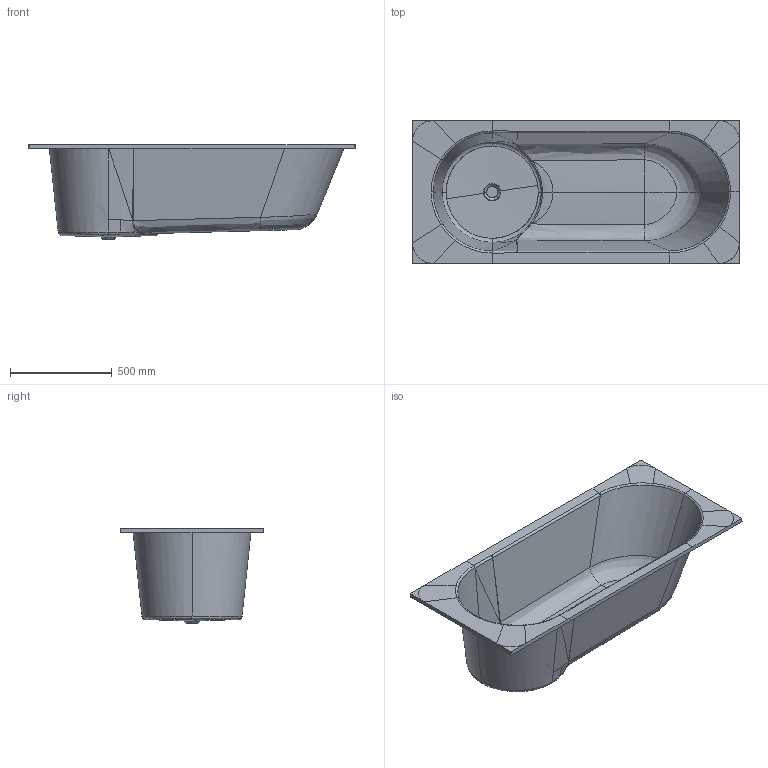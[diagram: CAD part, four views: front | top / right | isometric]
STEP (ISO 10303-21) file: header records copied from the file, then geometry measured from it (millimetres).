
FILE_DESCRIPTION((''),'2;1');
FILE_NAME('UBQ167LIB2V_LIBRA','2022-06-29T16:53:09',('hegemanc'),('Villeroy & Boch Wellness bv'),'CREO PARAMETRIC BY PTC INC, 2020454','CREO PARAMETRIC BY PTC INC, 2020454','');
FILE_SCHEMA(('CONFIG_CONTROL_DESIGN'));
Length unit declared in the file: millimetre
Products named in the file (1): UBQ167LIB2V_LIBRA
Bounding box: 1603.2 x 701.4 x 464.01 mm (x, y, z)
Surface area: 2344639.8 mm2 (no closed solid volume)
Topology: 0 solids, 3 shells, 91 faces, 261 edges, 158 vertices
Faces by surface type: bspline 63, plane 14, cylinder 8, torus 4, cone 2
Entity records: 8386 total; most frequent: CARTESIAN_POINT 6616, ORIENTED_EDGE 432, EDGE_CURVE 259, B_SPLINE_CURVE_WITH_KNOTS 177, VERTEX_POINT 158, DIRECTION 150, EDGE_LOOP 91, FACE_OUTER_BOUND 91
